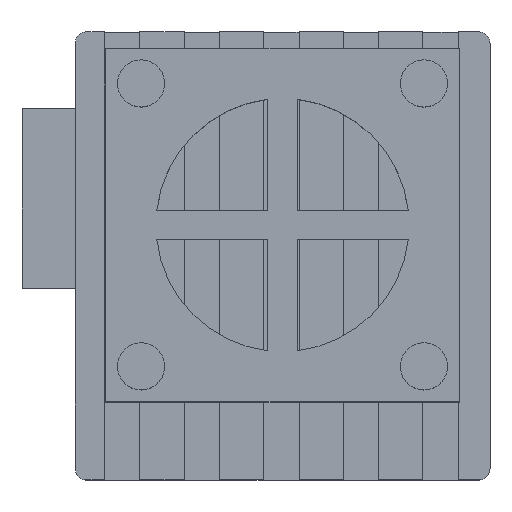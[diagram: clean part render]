
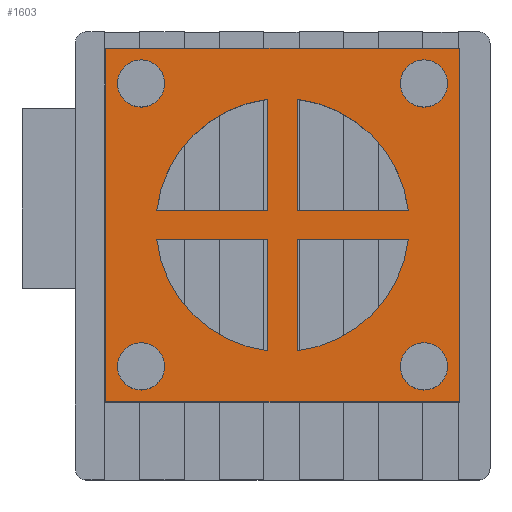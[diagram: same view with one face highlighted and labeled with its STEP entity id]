
A CAD part, top view. The second image highlights one B-rep face of the part: STEP entity #1603.
In plain terms, the highlighted planar face has unit normal (0, 0, 1).
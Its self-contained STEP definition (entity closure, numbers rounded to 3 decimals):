
#27=FACE_BOUND('',#240,.T.);
#28=FACE_BOUND('',#241,.T.);
#29=FACE_BOUND('',#242,.T.);
#30=FACE_BOUND('',#243,.T.);
#31=FACE_BOUND('',#244,.T.);
#32=FACE_BOUND('',#245,.T.);
#33=FACE_BOUND('',#246,.T.);
#34=FACE_BOUND('',#247,.T.);
#145=FACE_OUTER_BOUND('',#239,.T.);
#239=EDGE_LOOP('',(#1399,#1400,#1401,#1402));
#240=EDGE_LOOP('',(#1403));
#241=EDGE_LOOP('',(#1404));
#242=EDGE_LOOP('',(#1405));
#243=EDGE_LOOP('',(#1406));
#244=EDGE_LOOP('',(#1407,#1408,#1409));
#245=EDGE_LOOP('',(#1410,#1411,#1412));
#246=EDGE_LOOP('',(#1413,#1414,#1415));
#247=EDGE_LOOP('',(#1416,#1417,#1418));
#305=CIRCLE('',#1717,2.);
#308=CIRCLE('',#1723,2.);
#311=CIRCLE('',#1729,2.);
#314=CIRCLE('',#1735,2.);
#315=CIRCLE('',#1740,10.741);
#317=CIRCLE('',#1745,10.741);
#319=CIRCLE('',#1748,10.741);
#321=CIRCLE('',#1753,10.741);
#431=LINE('',#2557,#591);
#435=LINE('',#2565,#595);
#438=LINE('',#2575,#598);
#442=LINE('',#2583,#602);
#447=LINE('',#2601,#607);
#450=LINE('',#2606,#610);
#454=LINE('',#2619,#614);
#457=LINE('',#2624,#617);
#465=LINE('',#2649,#625);
#468=LINE('',#2655,#628);
#471=LINE('',#2661,#631);
#474=LINE('',#2665,#634);
#591=VECTOR('',#2105,10.);
#595=VECTOR('',#2111,10.);
#598=VECTOR('',#2122,10.);
#602=VECTOR('',#2128,10.);
#607=VECTOR('',#2147,10.);
#610=VECTOR('',#2152,10.);
#614=VECTOR('',#2164,10.);
#617=VECTOR('',#2169,10.);
#625=VECTOR('',#2195,10.);
#628=VECTOR('',#2200,10.);
#631=VECTOR('',#2205,10.);
#634=VECTOR('',#2210,10.);
#737=VERTEX_POINT('',#2520);
#740=VERTEX_POINT('',#2530);
#743=VERTEX_POINT('',#2540);
#746=VERTEX_POINT('',#2550);
#747=VERTEX_POINT('',#2555);
#748=VERTEX_POINT('',#2556);
#751=VERTEX_POINT('',#2564);
#753=VERTEX_POINT('',#2573);
#754=VERTEX_POINT('',#2574);
#757=VERTEX_POINT('',#2582);
#759=VERTEX_POINT('',#2591);
#760=VERTEX_POINT('',#2592);
#763=VERTEX_POINT('',#2600);
#765=VERTEX_POINT('',#2609);
#766=VERTEX_POINT('',#2610);
#769=VERTEX_POINT('',#2618);
#777=VERTEX_POINT('',#2646);
#778=VERTEX_POINT('',#2648);
#780=VERTEX_POINT('',#2654);
#782=VERTEX_POINT('',#2660);
#934=EDGE_CURVE('',#737,#737,#305,.T.);
#938=EDGE_CURVE('',#740,#740,#308,.T.);
#942=EDGE_CURVE('',#743,#743,#311,.T.);
#946=EDGE_CURVE('',#746,#746,#314,.T.);
#947=EDGE_CURVE('',#747,#748,#431,.T.);
#951=EDGE_CURVE('',#751,#747,#435,.T.);
#954=EDGE_CURVE('',#748,#751,#315,.T.);
#956=EDGE_CURVE('',#753,#754,#438,.T.);
#960=EDGE_CURVE('',#757,#753,#442,.T.);
#963=EDGE_CURVE('',#754,#757,#317,.T.);
#965=EDGE_CURVE('',#759,#760,#319,.T.);
#969=EDGE_CURVE('',#763,#759,#447,.T.);
#972=EDGE_CURVE('',#760,#763,#450,.T.);
#974=EDGE_CURVE('',#765,#766,#321,.T.);
#978=EDGE_CURVE('',#769,#765,#454,.T.);
#981=EDGE_CURVE('',#766,#769,#457,.T.);
#993=EDGE_CURVE('',#778,#777,#465,.T.);
#996=EDGE_CURVE('',#780,#778,#468,.T.);
#999=EDGE_CURVE('',#782,#780,#471,.T.);
#1002=EDGE_CURVE('',#777,#782,#474,.T.);
#1399=ORIENTED_EDGE('',*,*,#1002,.T.);
#1400=ORIENTED_EDGE('',*,*,#999,.T.);
#1401=ORIENTED_EDGE('',*,*,#996,.T.);
#1402=ORIENTED_EDGE('',*,*,#993,.T.);
#1403=ORIENTED_EDGE('',*,*,#934,.T.);
#1404=ORIENTED_EDGE('',*,*,#938,.T.);
#1405=ORIENTED_EDGE('',*,*,#942,.T.);
#1406=ORIENTED_EDGE('',*,*,#946,.T.);
#1407=ORIENTED_EDGE('',*,*,#947,.T.);
#1408=ORIENTED_EDGE('',*,*,#954,.T.);
#1409=ORIENTED_EDGE('',*,*,#951,.T.);
#1410=ORIENTED_EDGE('',*,*,#956,.T.);
#1411=ORIENTED_EDGE('',*,*,#963,.T.);
#1412=ORIENTED_EDGE('',*,*,#960,.T.);
#1413=ORIENTED_EDGE('',*,*,#965,.T.);
#1414=ORIENTED_EDGE('',*,*,#972,.T.);
#1415=ORIENTED_EDGE('',*,*,#969,.T.);
#1416=ORIENTED_EDGE('',*,*,#974,.T.);
#1417=ORIENTED_EDGE('',*,*,#981,.T.);
#1418=ORIENTED_EDGE('',*,*,#978,.T.);
#1517=PLANE('',#1769);
#1603=ADVANCED_FACE('',(#145,#27,#28,#29,#30,#31,#32,#33,#34),#1517,.T.);
#1717=AXIS2_PLACEMENT_3D('',#2522,#2060,#2061);
#1723=AXIS2_PLACEMENT_3D('',#2532,#2073,#2074);
#1729=AXIS2_PLACEMENT_3D('',#2542,#2086,#2087);
#1735=AXIS2_PLACEMENT_3D('',#2552,#2099,#2100);
#1740=AXIS2_PLACEMENT_3D('',#2570,#2116,#2117);
#1745=AXIS2_PLACEMENT_3D('',#2588,#2133,#2134);
#1748=AXIS2_PLACEMENT_3D('',#2593,#2139,#2140);
#1753=AXIS2_PLACEMENT_3D('',#2611,#2156,#2157);
#1769=AXIS2_PLACEMENT_3D('',#2666,#2211,#2212);
#2060=DIRECTION('center_axis',(0.,0.,-1.));
#2061=DIRECTION('ref_axis',(-1.,0.,0.));
#2073=DIRECTION('center_axis',(0.,0.,-1.));
#2074=DIRECTION('ref_axis',(-1.,0.,0.));
#2086=DIRECTION('center_axis',(0.,0.,-1.));
#2087=DIRECTION('ref_axis',(-1.,0.,0.));
#2099=DIRECTION('center_axis',(0.,0.,-1.));
#2100=DIRECTION('ref_axis',(-1.,0.,0.));
#2105=DIRECTION('',(0.,-1.,0.));
#2111=DIRECTION('',(1.,0.,0.));
#2116=DIRECTION('center_axis',(0.,0.,-1.));
#2117=DIRECTION('ref_axis',(-1.,0.,0.));
#2122=DIRECTION('',(0.,1.,0.));
#2128=DIRECTION('',(-1.,0.,0.));
#2133=DIRECTION('center_axis',(0.,0.,-1.));
#2134=DIRECTION('ref_axis',(-1.,0.,0.));
#2139=DIRECTION('center_axis',(0.,0.,-1.));
#2140=DIRECTION('ref_axis',(-1.,0.,0.));
#2147=DIRECTION('',(1.,0.,0.));
#2152=DIRECTION('',(0.,1.,0.));
#2156=DIRECTION('center_axis',(0.,0.,-1.));
#2157=DIRECTION('ref_axis',(-1.,0.,0.));
#2164=DIRECTION('',(-1.,0.,0.));
#2169=DIRECTION('',(0.,-1.,0.));
#2195=DIRECTION('',(0.,-1.,0.));
#2200=DIRECTION('',(-1.,0.,0.));
#2205=DIRECTION('',(0.,1.,0.));
#2210=DIRECTION('',(1.,0.,0.));
#2211=DIRECTION('center_axis',(0.,0.,1.));
#2212=DIRECTION('ref_axis',(1.,0.,0.));
#2520=CARTESIAN_POINT('',(7.6,9.6,23.));
#2522=CARTESIAN_POINT('Origin',(5.6,9.6,23.));
#2530=CARTESIAN_POINT('',(7.6,33.6,23.));
#2532=CARTESIAN_POINT('Origin',(5.6,33.6,23.));
#2540=CARTESIAN_POINT('',(31.6,9.6,23.));
#2542=CARTESIAN_POINT('Origin',(29.6,9.6,23.));
#2550=CARTESIAN_POINT('',(31.6,33.6,23.));
#2552=CARTESIAN_POINT('Origin',(29.6,33.6,23.));
#2555=CARTESIAN_POINT('',(16.35,20.35,23.));
#2556=CARTESIAN_POINT('',(16.35,10.932,23.));
#2557=CARTESIAN_POINT('',(16.35,20.975,23.));
#2564=CARTESIAN_POINT('',(6.932,20.35,23.));
#2565=CARTESIAN_POINT('',(12.266,20.35,23.));
#2570=CARTESIAN_POINT('Origin',(17.6,21.6,23.));
#2573=CARTESIAN_POINT('',(18.85,22.85,23.));
#2574=CARTESIAN_POINT('',(18.85,32.268,23.));
#2575=CARTESIAN_POINT('',(18.85,22.225,23.));
#2582=CARTESIAN_POINT('',(28.268,22.85,23.));
#2583=CARTESIAN_POINT('',(22.934,22.85,23.));
#2588=CARTESIAN_POINT('Origin',(17.6,21.6,23.));
#2591=CARTESIAN_POINT('',(28.268,20.35,23.));
#2592=CARTESIAN_POINT('',(18.85,10.932,23.));
#2593=CARTESIAN_POINT('Origin',(17.6,21.6,23.));
#2600=CARTESIAN_POINT('',(18.85,20.35,23.));
#2601=CARTESIAN_POINT('',(18.225,20.35,23.));
#2606=CARTESIAN_POINT('',(18.85,16.266,23.));
#2609=CARTESIAN_POINT('',(6.932,22.85,23.));
#2610=CARTESIAN_POINT('',(16.35,32.268,23.));
#2611=CARTESIAN_POINT('Origin',(17.6,21.6,23.));
#2618=CARTESIAN_POINT('',(16.35,22.85,23.));
#2619=CARTESIAN_POINT('',(16.975,22.85,23.));
#2624=CARTESIAN_POINT('',(16.35,26.934,23.));
#2646=CARTESIAN_POINT('',(2.6,6.6,23.));
#2648=CARTESIAN_POINT('',(2.6,36.6,23.));
#2649=CARTESIAN_POINT('',(2.6,6.6,23.));
#2654=CARTESIAN_POINT('',(32.6,36.6,23.));
#2655=CARTESIAN_POINT('',(2.6,36.6,23.));
#2660=CARTESIAN_POINT('',(32.6,6.6,23.));
#2661=CARTESIAN_POINT('',(32.6,36.6,23.));
#2665=CARTESIAN_POINT('',(32.6,6.6,23.));
#2666=CARTESIAN_POINT('Origin',(17.6,21.6,23.));
